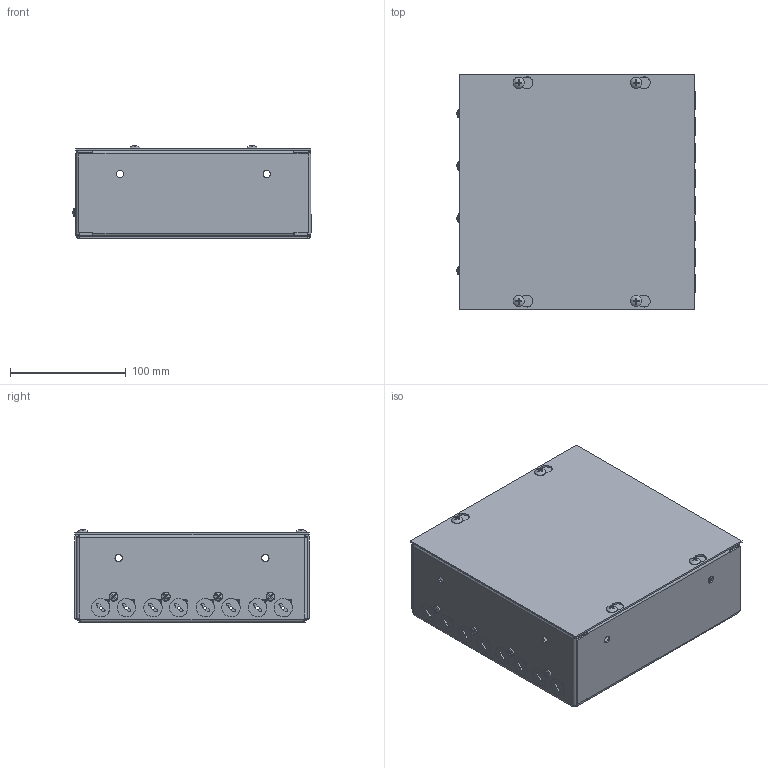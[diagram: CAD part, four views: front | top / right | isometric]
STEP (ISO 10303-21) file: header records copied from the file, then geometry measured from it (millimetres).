
FILE_DESCRIPTION(/* description */ ('GRAND SLAM BTB, SC, GALV, NO K.O., 8X8X3'),/* implementation_level */ '2;1');
FILE_NAME(/* name */ 'SC080803NKSTRC.stp',/* time_stamp */ '2017-10-11T15:15:31-05:00',/* author */ ('mraetz'),/* organization */ (''),/* preprocessor_version */ 'ST-DEVELOPER v16.1',/* originating_system */ 'Autodesk Inventor 2016',/* authorisation */ '');
FILE_SCHEMA (('AUTOMOTIVE_DESIGN { 1 0 10303 214 3 1 1 }'));
Products named in the file (9): SC080803NKSTRCBTB; SC0803NKSTRCLRS; SC0808STRCLID; 34056; 202454_welded; 202455_FORMED; 300263 - RACO STABIT; 122279; SC080803NKSTRC
Assembly tree (19 placements, depth 3):
  SC080803NKSTRC
    SC080803NKSTRCBTB
    SC0803NKSTRCLRS  x2
    SC0808STRCLID
    34056  x4
    300263 - RACO STABIT  x4
      202454_welded
      202455_FORMED
    122279  x4
Bounding box: 206.07 x 203.2 x 80.24 mm (x, y, z)
Volume: 247760.7 mm3; surface area: 358484.6 mm2
Topology: 24 solids, 24 shells, 3941 faces, 10118 edges, 6439 vertices
Faces by surface type: plane 1966, bspline 1197, cylinder 634, torus 80, cone 52, sphere 12
Full cylindrical faces by diameter (mm): 3.454 x4, 3.632 x2, 3.734 x4, 3.891 x4, 4.166 x4, 4.343 x2, 4.775 x4, 5.563 x4, 5.931 x2, 6.35 x16, 9.754 x4, 17.475 x8, 19.456 x8
Entity records: 51682 total; most frequent: CARTESIAN_POINT 22528, ORIENTED_EDGE 6202, DIRECTION 5126, EDGE_CURVE 3101, VERTEX_POINT 2011, LINE 1834, VECTOR 1834, AXIS2_PLACEMENT_3D 1646
